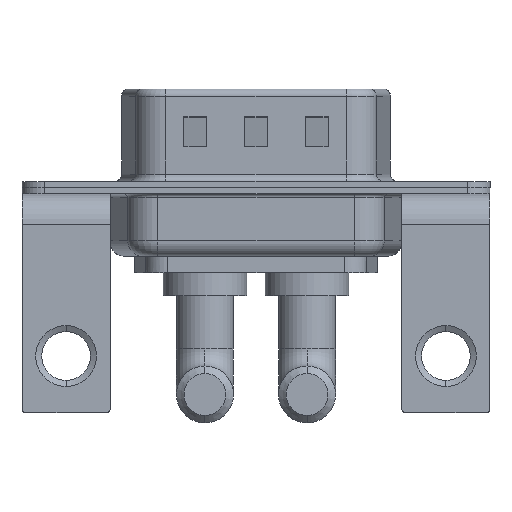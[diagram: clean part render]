
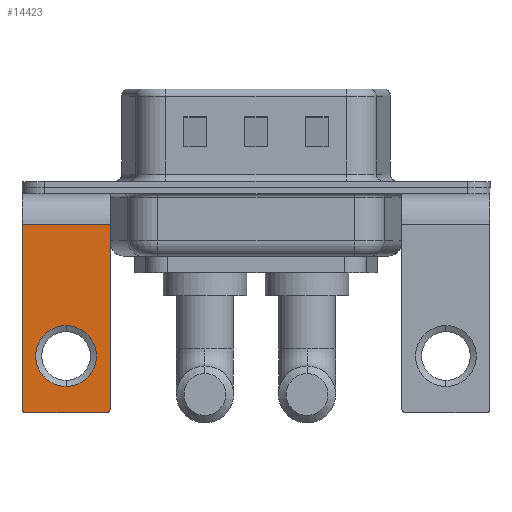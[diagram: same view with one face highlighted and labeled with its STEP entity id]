
A CAD part, front view. The second image highlights one B-rep face of the part: STEP entity #14423.
In plain terms, the highlighted planar face has unit normal (0, -1, 0).
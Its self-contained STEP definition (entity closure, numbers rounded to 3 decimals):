
#50 = VERTEX_POINT ( 'NONE', #8939 ) ;
#147 = ORIENTED_EDGE ( 'NONE', *, *, #8825, .T. ) ;
#206 = ORIENTED_EDGE ( 'NONE', *, *, #366, .T. ) ;
#366 = EDGE_CURVE ( 'NONE', #4294, #50, #4864, .T. ) ;
#1074 = EDGE_LOOP ( 'NONE', ( #3484, #9839 ) ) ;
#1230 = AXIS2_PLACEMENT_3D ( 'NONE', #13867, #13793, #12399 ) ;
#1343 = VERTEX_POINT ( 'NONE', #7714 ) ;
#1533 = CARTESIAN_POINT ( 'NONE',  ( 0., -6.25, -9.07 ) ) ;
#1820 = LINE ( 'NONE', #6532, #14675 ) ;
#1993 = CARTESIAN_POINT ( 'NONE',  ( 2.9, -6.25, -2.4 ) ) ;
#2215 = FACE_BOUND ( 'NONE', #1074, .T. ) ;
#2428 = ORIENTED_EDGE ( 'NONE', *, *, #3440, .T. ) ;
#2744 = VECTOR ( 'NONE', #3958, 1000. ) ;
#2873 = LINE ( 'NONE', #6419, #2744 ) ;
#2928 = VERTEX_POINT ( 'NONE', #5227 ) ;
#3242 = AXIS2_PLACEMENT_3D ( 'NONE', #4459, #9160, #14979 ) ;
#3440 = EDGE_CURVE ( 'NONE', #6516, #14643, #7894, .T. ) ;
#3484 = ORIENTED_EDGE ( 'NONE', *, *, #11929, .T. ) ;
#3958 = DIRECTION ( 'NONE',  ( 0., 0., -1. ) ) ;
#3971 = DIRECTION ( 'NONE',  ( -1., 0., 0. ) ) ;
#4294 = VERTEX_POINT ( 'NONE', #11629 ) ;
#4459 = CARTESIAN_POINT ( 'NONE',  ( 0., -6.25, -11.07 ) ) ;
#4610 = DIRECTION ( 'NONE',  ( 0., 0., 1. ) ) ;
#4864 = CIRCLE ( 'NONE', #10531, 0.25 ) ;
#5227 = CARTESIAN_POINT ( 'NONE',  ( -2.9, -6.25, -2.4 ) ) ;
#5486 = EDGE_CURVE ( 'NONE', #14173, #9640, #13368, .T. ) ;
#6419 = CARTESIAN_POINT ( 'NONE',  ( -2.9, -6.25, -2.4 ) ) ;
#6495 = EDGE_LOOP ( 'NONE', ( #6534, #206, #10530, #2428, #8494, #147 ) ) ;
#6516 = VERTEX_POINT ( 'NONE', #10642 ) ;
#6532 = CARTESIAN_POINT ( 'NONE',  ( 2.9, -6.25, -2.4 ) ) ;
#6534 = ORIENTED_EDGE ( 'NONE', *, *, #9622, .T. ) ;
#7392 = DIRECTION ( 'NONE',  ( -1., 0., 0. ) ) ;
#7714 = CARTESIAN_POINT ( 'NONE',  ( 2.9, -6.25, -2.4 ) ) ;
#7756 = LINE ( 'NONE', #13455, #11737 ) ;
#7874 = EDGE_CURVE ( 'NONE', #6516, #50, #9844, .T. ) ;
#7894 = CIRCLE ( 'NONE', #1230, 0.25 ) ;
#8494 = ORIENTED_EDGE ( 'NONE', *, *, #12389, .F. ) ;
#8817 = AXIS2_PLACEMENT_3D ( 'NONE', #9966, #14690, #14613 ) ;
#8825 = EDGE_CURVE ( 'NONE', #1343, #2928, #7756, .T. ) ;
#8939 = CARTESIAN_POINT ( 'NONE',  ( -2.65, -6.25, -14.8 ) ) ;
#8958 = VECTOR ( 'NONE', #3971, 1000. ) ;
#9160 = DIRECTION ( 'NONE',  ( 0., 1., 0. ) ) ;
#9622 = EDGE_CURVE ( 'NONE', #2928, #4294, #2873, .T. ) ;
#9640 = VERTEX_POINT ( 'NONE', #14553 ) ;
#9839 = ORIENTED_EDGE ( 'NONE', *, *, #5486, .T. ) ;
#9844 = LINE ( 'NONE', #14723, #8958 ) ;
#9966 = CARTESIAN_POINT ( 'NONE',  ( 0., -6.25, -11.07 ) ) ;
#10530 = ORIENTED_EDGE ( 'NONE', *, *, #7874, .F. ) ;
#10531 = AXIS2_PLACEMENT_3D ( 'NONE', #10549, #11285, #4610 ) ;
#10549 = CARTESIAN_POINT ( 'NONE',  ( -2.65, -6.25, -14.55 ) ) ;
#10642 = CARTESIAN_POINT ( 'NONE',  ( 2.65, -6.25, -14.8 ) ) ;
#11285 = DIRECTION ( 'NONE',  ( 0., -1., 0. ) ) ;
#11582 = DIRECTION ( 'NONE',  ( 0., 0., 1. ) ) ;
#11629 = CARTESIAN_POINT ( 'NONE',  ( -2.9, -6.25, -14.55 ) ) ;
#11651 = PLANE ( 'NONE',  #14894 ) ;
#11737 = VECTOR ( 'NONE', #7392, 1000. ) ;
#11805 = CARTESIAN_POINT ( 'NONE',  ( 2.9, -6.25, -14.55 ) ) ;
#11929 = EDGE_CURVE ( 'NONE', #9640, #14173, #14011, .T. ) ;
#12389 = EDGE_CURVE ( 'NONE', #1343, #14643, #1820, .T. ) ;
#12399 = DIRECTION ( 'NONE',  ( 0., 0., 1. ) ) ;
#12747 = DIRECTION ( 'NONE',  ( 0., 1., 0. ) ) ;
#13368 = CIRCLE ( 'NONE', #3242, 2. ) ;
#13455 = CARTESIAN_POINT ( 'NONE',  ( 2.9, -6.25, -2.4 ) ) ;
#13589 = DIRECTION ( 'NONE',  ( 0., 0., -1. ) ) ;
#13793 = DIRECTION ( 'NONE',  ( 0., -1., 0. ) ) ;
#13867 = CARTESIAN_POINT ( 'NONE',  ( 2.65, -6.25, -14.55 ) ) ;
#14011 = CIRCLE ( 'NONE', #8817, 2. ) ;
#14173 = VERTEX_POINT ( 'NONE', #1533 ) ;
#14423 = ADVANCED_FACE ( 'NONE', ( #2215, #15003 ), #11651, .F. ) ;
#14553 = CARTESIAN_POINT ( 'NONE',  ( 0., -6.25, -13.07 ) ) ;
#14613 = DIRECTION ( 'NONE',  ( 0., 0., 1. ) ) ;
#14643 = VERTEX_POINT ( 'NONE', #11805 ) ;
#14675 = VECTOR ( 'NONE', #13589, 1000. ) ;
#14690 = DIRECTION ( 'NONE',  ( 0., 1., 0. ) ) ;
#14723 = CARTESIAN_POINT ( 'NONE',  ( 2.9, -6.25, -14.8 ) ) ;
#14894 = AXIS2_PLACEMENT_3D ( 'NONE', #1993, #12747, #11582 ) ;
#14979 = DIRECTION ( 'NONE',  ( 0., 0., 1. ) ) ;
#15003 = FACE_OUTER_BOUND ( 'NONE', #6495, .T. ) ;
